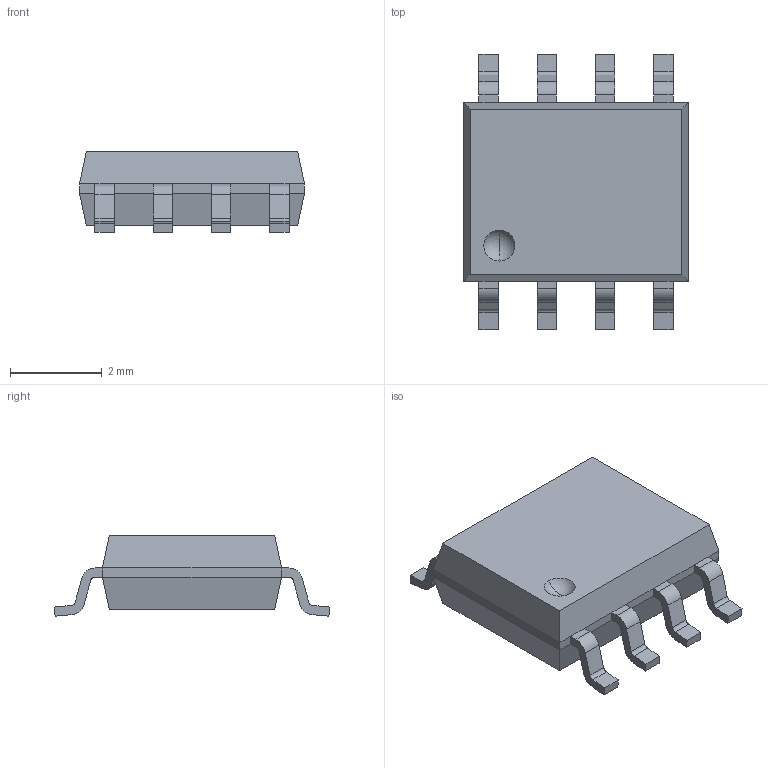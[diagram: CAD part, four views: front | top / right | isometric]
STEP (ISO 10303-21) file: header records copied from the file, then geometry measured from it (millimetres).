
FILE_DESCRIPTION(('FreeCAD Model'),'2;1');
FILE_NAME('User Library-SOIC-8-1.step', '2017-03-24T10:34:24',('Author'),(''), 'Open CASCADE STEP processor 6.8','FreeCAD','Unknown');
FILE_SCHEMA(('AUTOMOTIVE_DESIGN_CC2 { 1 2 10303 214 -1 1 5 4 }'));
Length unit declared in the file: millimetre
Products named in the file (2): ASSEMBLY; User_Library-SOIC-8-1
Assembly tree (1 placements, depth 2):
  ASSEMBLY
    User_Library-SOIC-8-1
Bounding box: 4.9 x 6 x 1.75 mm (x, y, z)
Volume: 29.8 mm3; surface area: 76.8 mm2
Topology: 1 solids, 1 shells, 128 faces, 335 edges, 210 vertices
Faces by surface type: plane 94, cylinder 32, sphere 2
Entity records: 12155 total; most frequent: CARTESIAN_POINT 4717, DIRECTION 1166, LINE 740, VECTOR 740, ORIENTED_EDGE 670, PCURVE 670, DEFINITIONAL_REPRESENTATION 670, EDGE_CURVE 335
